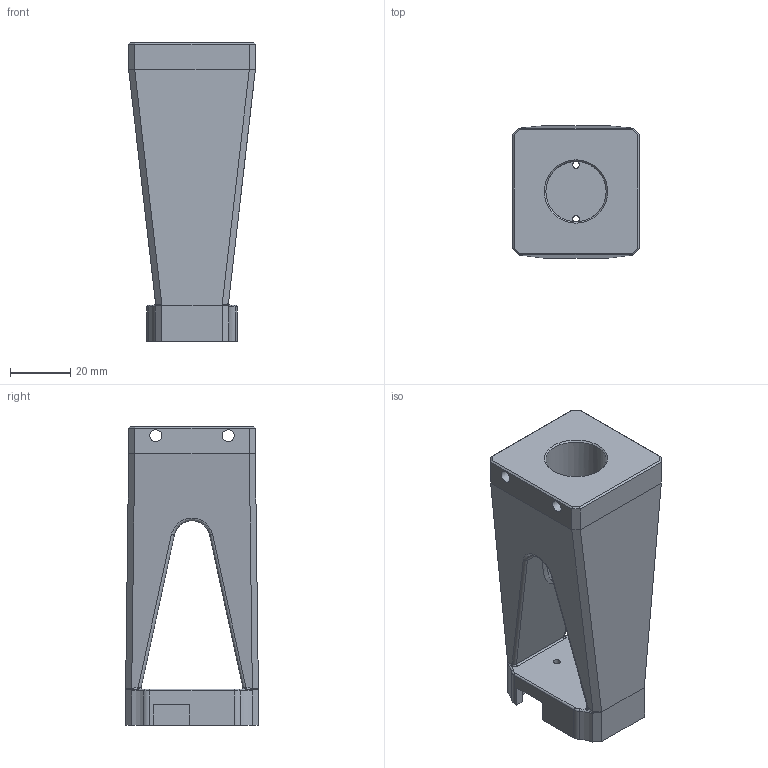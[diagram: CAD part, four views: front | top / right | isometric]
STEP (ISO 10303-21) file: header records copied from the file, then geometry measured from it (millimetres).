
FILE_DESCRIPTION(/* description */ (''),/* implementation_level */ '2;1');
FILE_NAME(/* name */ 'gelsight-mini-franka-robotis-adapter.step',/* time_stamp */ '2023-11-10T16:45:18+01:00',/* author */ (''),/* organization */ (''),/* preprocessor_version */ 'ST-DEVELOPER v20',/* originating_system */ 'Autodesk Translation Framework v12.14.0.127',/* authorisation */ '');
FILE_SCHEMA (('AUTOMOTIVE_DESIGN { 1 0 10303 214 3 1 1 }'));
Length unit declared in the file: millimetre
Products named in the file (3): gelsight-mini-robotis-adapter; Komponente1; Komponente2
Assembly tree (2 placements, depth 2):
  gelsight-mini-robotis-adapter
    Komponente1
    Komponente2
Bounding box: 42 x 44 x 99 mm (x, y, z)
Volume: 85453 mm3; surface area: 23041.3 mm2
Topology: 1 solids, 1 shells, 123 faces, 331 edges, 207 vertices
Faces by surface type: plane 53, bspline 33, cylinder 28, torus 8, cone 1
Full cylindrical faces by diameter (mm): 2.25 x2, 4 x2, 20 x1
Entity records: 5080 total; most frequent: CARTESIAN_POINT 2091, ORIENTED_EDGE 662, DIRECTION 528, EDGE_CURVE 331, VERTEX_POINT 207, AXIS2_PLACEMENT_3D 187, LINE 154, VECTOR 154
